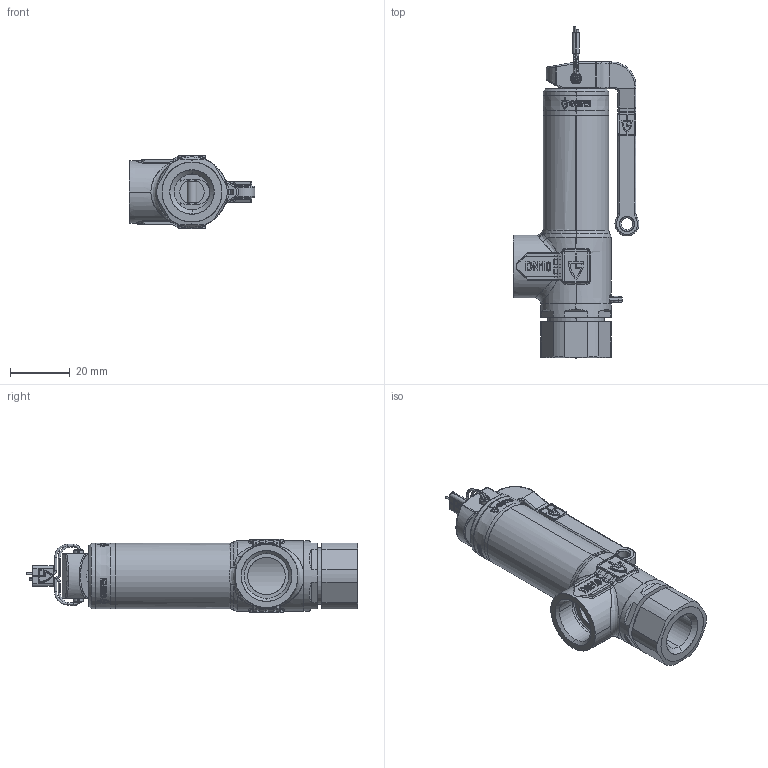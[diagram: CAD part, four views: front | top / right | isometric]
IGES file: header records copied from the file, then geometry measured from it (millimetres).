
Start section: SolidWorks IGES file using analytic representation for surfaces
Global section: file name: 2400TGFL_8_FF_810.IGS; native system: SolidWorks 2016; preprocessor: SolidWorks 2016; author: Stavrianos; date: 180322.080157; units: millimetre
Bounding box: 42 x 110.7 x 24.6 mm (x, y, z)
Surface area: 12589.8 mm2 (no closed solid volume)
Topology: 0 solids, 0 shells, 696 faces, 7715 edges, 7693 vertices
Faces by surface type: bspline 402, revolution 294
